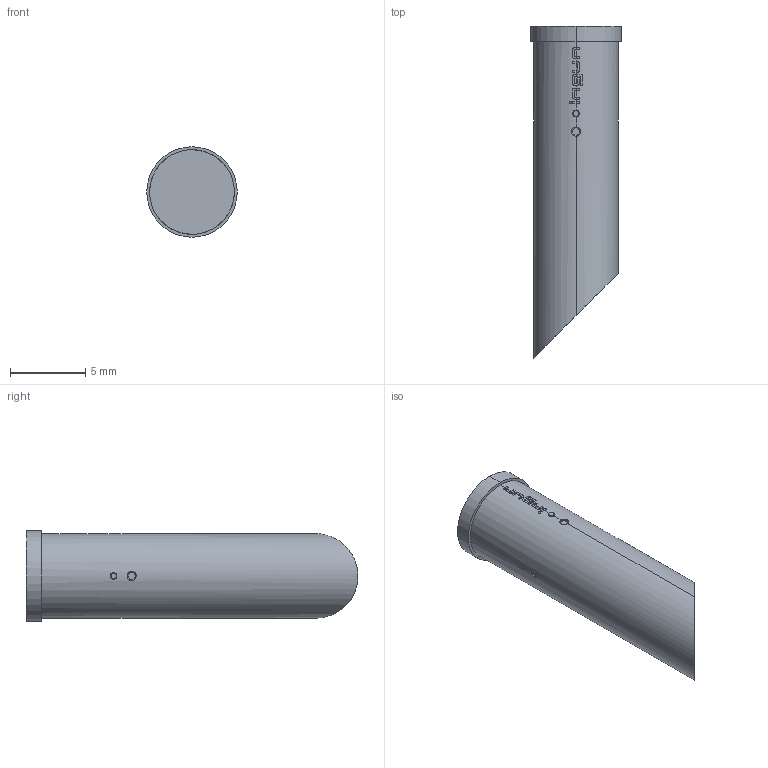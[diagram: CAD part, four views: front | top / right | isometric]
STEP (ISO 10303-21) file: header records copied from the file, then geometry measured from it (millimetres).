
FILE_DESCRIPTION (( 'STEP AP203' ), '1' );
FILE_NAME ('INGUN_RKS-364_23.STEP', '2021-10-19T09:22:26', ( 'ochi' ), ( '' ), 'SwSTEP 2.0', 'SolidWorks 2018', '' );
FILE_SCHEMA (( 'CONFIG_CONTROL_DESIGN' ));
Length unit declared in the file: millimetre
Products named in the file (1): INGUN_RKS-364_23
Bounding box: 6 x 22 x 6 mm (x, y, z)
Volume: 476.5 mm3; surface area: 406.5 mm2
Topology: 1 solids, 1 shells, 140 faces, 385 edges, 253 vertices
Faces by surface type: plane 51, cylinder 43, bspline 38, torus 8
Entity records: 5484 total; most frequent: CARTESIAN_POINT 2134, ORIENTED_EDGE 770, DIRECTION 582, EDGE_CURVE 385, VERTEX_POINT 253, AXIS2_PLACEMENT_3D 242, B_SPLINE_CURVE_WITH_KNOTS 146, EDGE_LOOP 146
